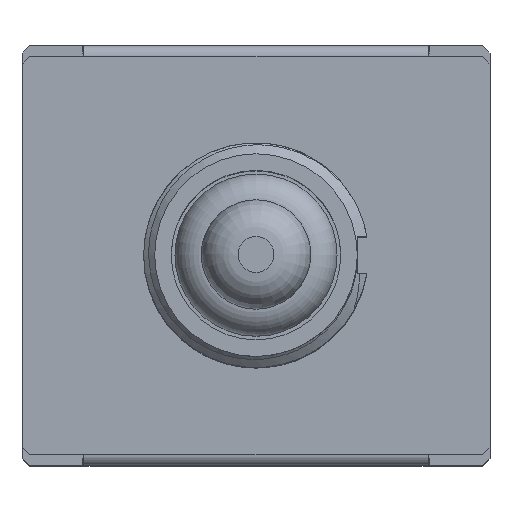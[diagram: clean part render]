
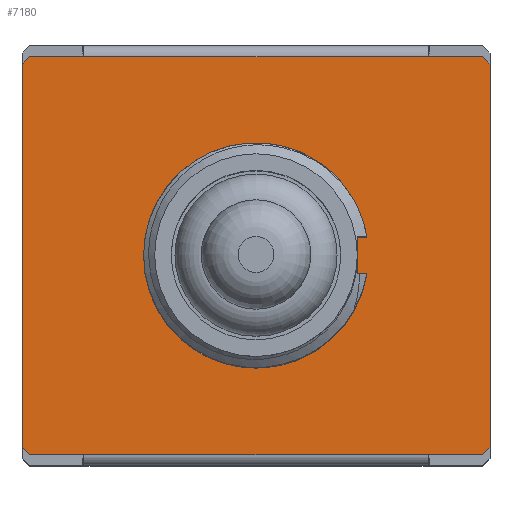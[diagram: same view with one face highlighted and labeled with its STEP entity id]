
A CAD part, top view. The second image highlights one B-rep face of the part: STEP entity #7180.
In plain terms, the highlighted planar face has unit normal (0, 0, 1).
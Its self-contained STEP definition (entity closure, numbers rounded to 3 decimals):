
#215=B_SPLINE_CURVE_WITH_KNOTS('',3,(#24749,#24750,#24751,#24752),
 .UNSPECIFIED.,.F.,.F.,(4,4),(0.,1.),.UNSPECIFIED.);
#629=CIRCLE('',#9969,3.05);
#648=CIRCLE('',#10030,3.05);
#1452=ORIENTED_EDGE('',*,*,#3114,.T.);
#1453=ORIENTED_EDGE('',*,*,#3456,.F.);
#1454=ORIENTED_EDGE('',*,*,#3457,.T.);
#1455=ORIENTED_EDGE('',*,*,#3458,.T.);
#1456=ORIENTED_EDGE('',*,*,#3459,.T.);
#1457=ORIENTED_EDGE('',*,*,#3181,.T.);
#1458=ORIENTED_EDGE('',*,*,#3454,.F.);
#1459=ORIENTED_EDGE('',*,*,#3460,.T.);
#1460=ORIENTED_EDGE('',*,*,#3461,.F.);
#1461=ORIENTED_EDGE('',*,*,#3462,.F.);
#1462=ORIENTED_EDGE('',*,*,#3463,.F.);
#1463=ORIENTED_EDGE('',*,*,#3464,.T.);
#1464=ORIENTED_EDGE('',*,*,#3448,.F.);
#1465=ORIENTED_EDGE('',*,*,#3465,.T.);
#1466=ORIENTED_EDGE('',*,*,#3441,.F.);
#1467=ORIENTED_EDGE('',*,*,#3440,.T.);
#1468=ORIENTED_EDGE('',*,*,#3447,.F.);
#1469=ORIENTED_EDGE('',*,*,#3466,.T.);
#3114=EDGE_CURVE('',#4142,#4141,#629,.T.);
#3181=EDGE_CURVE('',#4174,#4142,#215,.T.);
#3440=EDGE_CURVE('',#4403,#4406,#4886,.T.);
#3441=EDGE_CURVE('',#4403,#4407,#4887,.T.);
#3447=EDGE_CURVE('',#4410,#4406,#4893,.T.);
#3448=EDGE_CURVE('',#4411,#4412,#4894,.T.);
#3454=EDGE_CURVE('',#4417,#4418,#4900,.T.);
#3456=EDGE_CURVE('',#4419,#4141,#4902,.T.);
#3457=EDGE_CURVE('',#4419,#4420,#4903,.T.);
#3458=EDGE_CURVE('',#4420,#4421,#4904,.T.);
#3459=EDGE_CURVE('',#4421,#4174,#648,.T.);
#3460=EDGE_CURVE('',#4417,#4422,#4905,.F.);
#3461=EDGE_CURVE('',#4423,#4422,#4906,.T.);
#3462=EDGE_CURVE('',#4424,#4423,#4907,.T.);
#3463=EDGE_CURVE('',#4425,#4424,#4908,.T.);
#3464=EDGE_CURVE('',#4425,#4412,#4909,.F.);
#3465=EDGE_CURVE('',#4411,#4407,#4910,.F.);
#3466=EDGE_CURVE('',#4410,#4418,#4911,.F.);
#4141=VERTEX_POINT('',#23086);
#4142=VERTEX_POINT('',#23088);
#4174=VERTEX_POINT('',#24493);
#4403=VERTEX_POINT('',#25793);
#4406=VERTEX_POINT('',#25802);
#4407=VERTEX_POINT('',#25808);
#4410=VERTEX_POINT('',#25818);
#4411=VERTEX_POINT('',#25822);
#4412=VERTEX_POINT('',#25823);
#4417=VERTEX_POINT('',#25834);
#4418=VERTEX_POINT('',#25836);
#4419=VERTEX_POINT('',#25840);
#4420=VERTEX_POINT('',#25842);
#4421=VERTEX_POINT('',#25844);
#4422=VERTEX_POINT('',#25847);
#4423=VERTEX_POINT('',#25849);
#4424=VERTEX_POINT('',#25851);
#4425=VERTEX_POINT('',#25853);
#4886=LINE('',#25805,#5440);
#4887=LINE('',#25807,#5441);
#4893=LINE('',#25819,#5447);
#4894=LINE('',#25821,#5448);
#4900=LINE('',#25835,#5454);
#4902=LINE('',#25839,#5456);
#4903=LINE('',#25841,#5457);
#4904=LINE('',#25843,#5458);
#4905=LINE('',#25846,#5459);
#4906=LINE('',#25848,#5460);
#4907=LINE('',#25850,#5461);
#4908=LINE('',#25852,#5462);
#4909=LINE('',#25854,#5463);
#4910=LINE('',#25855,#5464);
#4911=LINE('',#25856,#5465);
#5440=VECTOR('',#10826,1000.);
#5441=VECTOR('',#10829,1000.);
#5447=VECTOR('',#10839,1000.);
#5448=VECTOR('',#10842,1000.);
#5454=VECTOR('',#10850,1000.);
#5456=VECTOR('',#10854,1000.);
#5457=VECTOR('',#10855,1000.);
#5458=VECTOR('',#10856,1000.);
#5459=VECTOR('',#10859,1000.);
#5460=VECTOR('',#10860,1000.);
#5461=VECTOR('',#10861,1000.);
#5462=VECTOR('',#10862,1000.);
#5463=VECTOR('',#10863,1000.);
#5464=VECTOR('',#10864,1000.);
#5465=VECTOR('',#10865,1000.);
#5951=EDGE_LOOP('',(#1452,#1453,#1454,#1455,#1456,#1457));
#5952=EDGE_LOOP('',(#1458,#1459,#1460,#1461,#1462,#1463,#1464,#1465,#1466,
#1467,#1468,#1469));
#6428=FACE_BOUND('',#5951,.T.);
#6429=FACE_BOUND('',#5952,.T.);
#6808=PLANE('',#10029);
#7180=ADVANCED_FACE('',(#6428,#6429),#6808,.F.);
#9969=AXIS2_PLACEMENT_3D('',#23087,#10611,#10612);
#10029=AXIS2_PLACEMENT_3D('',#25838,#10852,#10853);
#10030=AXIS2_PLACEMENT_3D('',#25845,#10857,#10858);
#10611=DIRECTION('',(0.,0.,-1.));
#10612=DIRECTION('',(1.,0.,0.));
#10826=DIRECTION('',(1.,0.,0.));
#10829=DIRECTION('',(-1.,0.,0.));
#10839=DIRECTION('',(-1.,0.,0.));
#10842=DIRECTION('',(0.,1.,0.));
#10850=DIRECTION('',(0.,-1.,0.));
#10852=DIRECTION('',(0.,0.,-1.));
#10853=DIRECTION('',(-1.,0.,0.));
#10854=DIRECTION('',(1.,0.,0.));
#10855=DIRECTION('',(0.,-1.,0.));
#10856=DIRECTION('',(1.,0.,0.));
#10857=DIRECTION('',(0.,0.,-1.));
#10858=DIRECTION('',(1.,0.,0.));
#10859=DIRECTION('',(0.707,-0.707,0.));
#10860=DIRECTION('',(1.,0.,0.));
#10861=DIRECTION('',(1.,0.,0.));
#10862=DIRECTION('',(1.,0.,0.));
#10863=DIRECTION('',(0.707,0.707,0.));
#10864=DIRECTION('',(-0.707,0.707,0.));
#10865=DIRECTION('',(-0.707,-0.707,0.));
#23086=CARTESIAN_POINT('',(3.009,0.5,0.2));
#23087=CARTESIAN_POINT('',(0.,0.,0.2));
#23088=CARTESIAN_POINT('',(-2.641,1.525,0.2));
#24493=CARTESIAN_POINT('',(-2.646,1.517,0.2));
#24749=CARTESIAN_POINT('',(-2.646,1.517,0.2));
#24750=CARTESIAN_POINT('',(-2.644,1.52,0.2));
#24751=CARTESIAN_POINT('',(-2.643,1.522,0.2));
#24752=CARTESIAN_POINT('',(-2.641,1.525,0.2));
#25793=CARTESIAN_POINT('',(-4.675,-5.4,0.2));
#25802=CARTESIAN_POINT('',(4.675,-5.4,0.2));
#25805=CARTESIAN_POINT('',(-4.675,-5.4,0.2));
#25807=CARTESIAN_POINT('',(6.35,-5.4,0.2));
#25808=CARTESIAN_POINT('',(-6.15,-5.4,0.2));
#25818=CARTESIAN_POINT('',(6.15,-5.4,0.2));
#25819=CARTESIAN_POINT('',(6.35,-5.4,0.2));
#25821=CARTESIAN_POINT('',(-6.35,-5.4,0.2));
#25822=CARTESIAN_POINT('',(-6.35,-5.2,0.2));
#25823=CARTESIAN_POINT('',(-6.35,5.2,0.2));
#25834=CARTESIAN_POINT('',(6.35,5.2,0.2));
#25835=CARTESIAN_POINT('',(6.35,5.4,0.2));
#25836=CARTESIAN_POINT('',(6.35,-5.2,0.2));
#25838=CARTESIAN_POINT('',(0.,0.,0.2));
#25839=CARTESIAN_POINT('',(2.75,0.5,0.2));
#25840=CARTESIAN_POINT('',(2.75,0.5,0.2));
#25841=CARTESIAN_POINT('',(2.75,0.5,0.2));
#25842=CARTESIAN_POINT('',(2.75,-0.5,0.2));
#25843=CARTESIAN_POINT('',(2.75,-0.5,0.2));
#25844=CARTESIAN_POINT('',(3.009,-0.5,0.2));
#25845=CARTESIAN_POINT('',(0.,0.,0.2));
#25846=CARTESIAN_POINT('',(6.15,5.4,0.2));
#25847=CARTESIAN_POINT('',(6.15,5.4,0.2));
#25848=CARTESIAN_POINT('',(-6.35,5.4,0.2));
#25849=CARTESIAN_POINT('',(4.675,5.4,0.2));
#25850=CARTESIAN_POINT('',(-6.35,5.4,0.2));
#25851=CARTESIAN_POINT('',(-4.675,5.4,0.2));
#25852=CARTESIAN_POINT('',(-6.35,5.4,0.2));
#25853=CARTESIAN_POINT('',(-6.15,5.4,0.2));
#25854=CARTESIAN_POINT('',(-6.35,5.2,0.2));
#25855=CARTESIAN_POINT('',(-6.15,-5.4,0.2));
#25856=CARTESIAN_POINT('',(6.35,-5.2,0.2));
